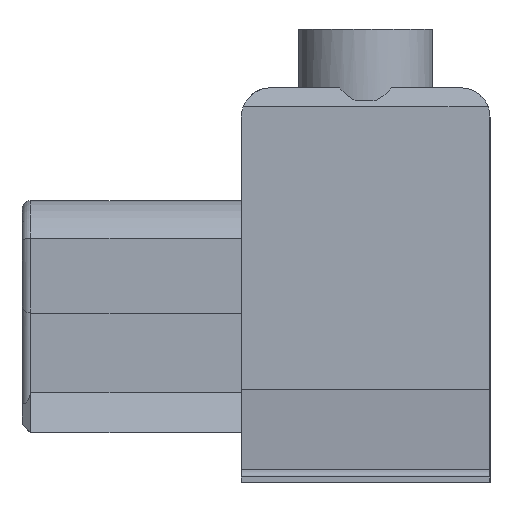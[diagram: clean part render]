
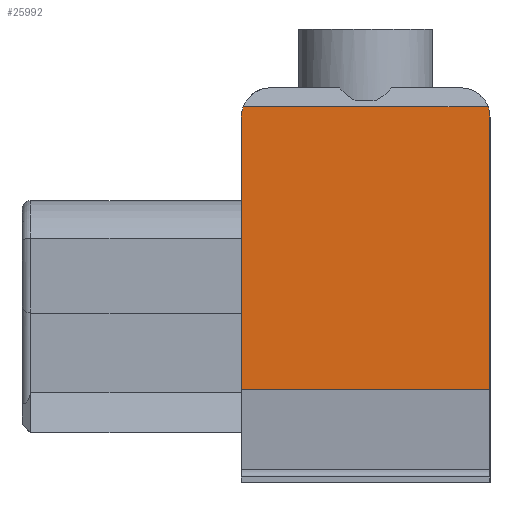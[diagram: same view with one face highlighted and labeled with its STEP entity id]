
A CAD part, left-side view. The second image highlights one B-rep face of the part: STEP entity #25992.
In plain terms, the highlighted planar face has unit normal (-1, 0, 0).
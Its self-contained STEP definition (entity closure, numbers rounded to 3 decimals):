
#848=CIRCLE('',#27358,1.);
#849=CIRCLE('',#27359,1.);
#2537=ORIENTED_EDGE('',*,*,#6805,.F.);
#2538=ORIENTED_EDGE('',*,*,#8046,.T.);
#2539=ORIENTED_EDGE('',*,*,#7001,.T.);
#2540=ORIENTED_EDGE('',*,*,#8047,.T.);
#2541=ORIENTED_EDGE('',*,*,#8048,.F.);
#2542=ORIENTED_EDGE('',*,*,#8049,.T.);
#6805=EDGE_CURVE('',#9614,#9615,#11408,.T.);
#7001=EDGE_CURVE('',#9811,#9810,#11574,.T.);
#8046=EDGE_CURVE('',#9614,#9811,#12356,.T.);
#8047=EDGE_CURVE('',#9810,#10744,#848,.T.);
#8048=EDGE_CURVE('',#10745,#10744,#12357,.T.);
#8049=EDGE_CURVE('',#10745,#9615,#849,.T.);
#9614=VERTEX_POINT('',#34435);
#9615=VERTEX_POINT('',#34437);
#9810=VERTEX_POINT('',#34828);
#9811=VERTEX_POINT('',#34830);
#10744=VERTEX_POINT('',#36983);
#10745=VERTEX_POINT('',#36985);
#11408=LINE('',#34436,#13473);
#11574=LINE('',#34829,#13639);
#12356=LINE('',#36981,#14421);
#12357=LINE('',#36984,#14422);
#13473=VECTOR('',#28766,1000.);
#13639=VECTOR('',#28994,1000.);
#14421=VECTOR('',#30650,1000.);
#14422=VECTOR('',#30653,1000.);
#15706=EDGE_LOOP('',(#2537,#2538,#2539,#2540,#2541,#2542));
#16849=FACE_BOUND('',#15706,.T.);
#17925=PLANE('',#27357);
#25992=ADVANCED_FACE('',(#16849),#17925,.T.);
#27357=AXIS2_PLACEMENT_3D('',#36980,#30648,#30649);
#27358=AXIS2_PLACEMENT_3D('',#36982,#30651,#30652);
#27359=AXIS2_PLACEMENT_3D('',#36986,#30654,#30655);
#28766=DIRECTION('',(0.,0.,1.));
#28994=DIRECTION('',(0.,0.,1.));
#30648=DIRECTION('',(-1.,0.,0.));
#30649=DIRECTION('',(0.,0.,1.));
#30650=DIRECTION('',(0.,-1.,0.));
#30651=DIRECTION('',(-1.,0.,0.));
#30652=DIRECTION('',(0.,0.,1.));
#30653=DIRECTION('',(0.,-1.,0.));
#30654=DIRECTION('',(-1.,0.,0.));
#30655=DIRECTION('',(0.,0.,1.));
#34435=CARTESIAN_POINT('',(-35.,4.25,-3.));
#34436=CARTESIAN_POINT('',(-35.,4.25,-6.2));
#34437=CARTESIAN_POINT('',(-35.,4.25,6.3));
#34828=CARTESIAN_POINT('',(-35.,-4.25,6.3));
#34829=CARTESIAN_POINT('',(-35.,-4.25,-6.2));
#34830=CARTESIAN_POINT('',(-35.,-4.25,-3.));
#36980=CARTESIAN_POINT('',(-35.,-4.25,-6.2));
#36981=CARTESIAN_POINT('',(-35.,68.18,-3.));
#36982=CARTESIAN_POINT('',(-35.,-3.25,6.3));
#36983=CARTESIAN_POINT('',(-35.,-4.187,6.65));
#36984=CARTESIAN_POINT('',(-35.,4.25,6.65));
#36985=CARTESIAN_POINT('',(-35.,4.187,6.65));
#36986=CARTESIAN_POINT('',(-35.,3.25,6.3));
